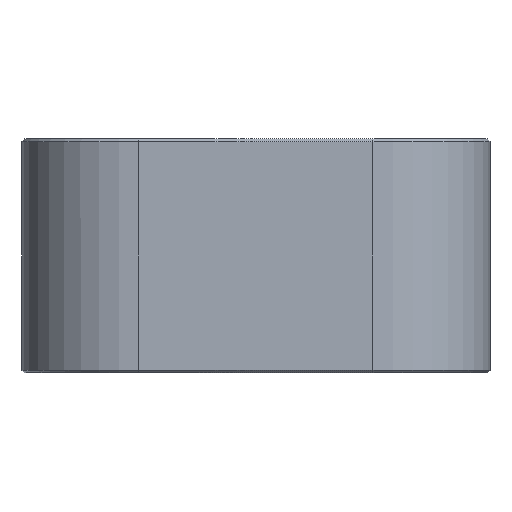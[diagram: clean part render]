
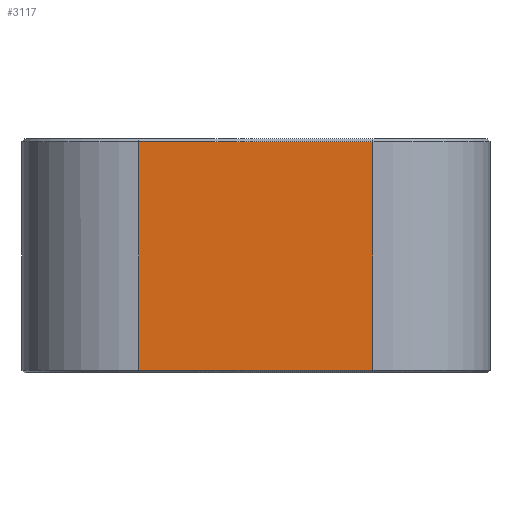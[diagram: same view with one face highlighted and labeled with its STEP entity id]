
A CAD part, left-side view. The second image highlights one B-rep face of the part: STEP entity #3117.
In plain terms, the highlighted planar face has unit normal (-1, 0, 0).
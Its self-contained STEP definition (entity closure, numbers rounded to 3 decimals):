
#184=PLANE('',#3458);
#341=FACE_OUTER_BOUND('',#546,.T.);
#546=EDGE_LOOP('',(#2675,#2676,#2677,#2678));
#792=LINE('',#5229,#1057);
#813=LINE('',#5284,#1078);
#817=LINE('',#5294,#1082);
#818=LINE('',#5296,#1083);
#1057=VECTOR('',#4237,10.);
#1078=VECTOR('',#4298,10.);
#1082=VECTOR('',#4312,10.);
#1083=VECTOR('',#4315,10.);
#1511=VERTEX_POINT('',#5223);
#1512=VERTEX_POINT('',#5227);
#1523=VERTEX_POINT('',#5274);
#1526=VERTEX_POINT('',#5281);
#1899=EDGE_CURVE('',#1512,#1511,#792,.T.);
#1927=EDGE_CURVE('',#1523,#1526,#813,.T.);
#1932=EDGE_CURVE('',#1523,#1511,#817,.T.);
#1933=EDGE_CURVE('',#1526,#1512,#818,.T.);
#2675=ORIENTED_EDGE('',*,*,#1899,.F.);
#2676=ORIENTED_EDGE('',*,*,#1933,.F.);
#2677=ORIENTED_EDGE('',*,*,#1927,.F.);
#2678=ORIENTED_EDGE('',*,*,#1932,.T.);
#3117=ADVANCED_FACE('',(#341),#184,.T.);
#3458=AXIS2_PLACEMENT_3D('',#5295,#4313,#4314);
#4237=DIRECTION('',(0.,1.,0.));
#4298=DIRECTION('',(0.,-1.,0.));
#4312=DIRECTION('',(0.,0.,-1.));
#4313=DIRECTION('center_axis',(-1.,0.,0.));
#4314=DIRECTION('ref_axis',(0.,1.,0.));
#4315=DIRECTION('',(0.,0.,-1.));
#5223=CARTESIAN_POINT('',(-62.,18.,-35.6));
#5227=CARTESIAN_POINT('',(-62.,-18.,-35.6));
#5229=CARTESIAN_POINT('',(-62.,-9.,-35.6));
#5274=CARTESIAN_POINT('',(-62.,18.,-0.4));
#5281=CARTESIAN_POINT('',(-62.,-18.,-0.4));
#5284=CARTESIAN_POINT('',(-62.,-9.,-0.4));
#5294=CARTESIAN_POINT('',(-62.,18.,0.));
#5295=CARTESIAN_POINT('Origin',(-62.,-18.,0.));
#5296=CARTESIAN_POINT('',(-62.,-18.,0.));
